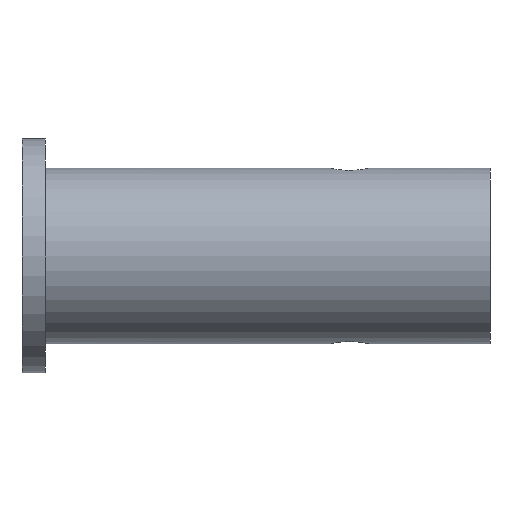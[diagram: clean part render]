
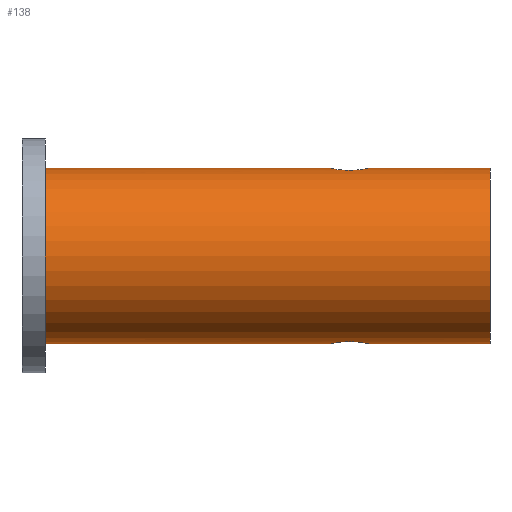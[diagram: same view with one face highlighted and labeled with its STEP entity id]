
A CAD part, left-side view. The second image highlights one B-rep face of the part: STEP entity #138.
In plain terms, the highlighted cylindrical face has radius 7.5 mm (diameter 15 mm), a full revolution.
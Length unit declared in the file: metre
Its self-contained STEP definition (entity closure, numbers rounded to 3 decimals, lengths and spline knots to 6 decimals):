
#25=CIRCLE('',#162,0.0075);
#26=CIRCLE('',#163,0.0075);
#33=ORIENTED_EDGE('',*,*,#57,.T.);
#34=ORIENTED_EDGE('',*,*,#58,.T.);
#35=ORIENTED_EDGE('',*,*,#59,.F.);
#36=ORIENTED_EDGE('',*,*,#60,.T.);
#57=EDGE_CURVE('',#69,#69,#81,.T.);
#58=EDGE_CURVE('',#70,#70,#25,.T.);
#59=EDGE_CURVE('',#71,#71,#26,.T.);
#60=EDGE_CURVE('',#72,#72,#82,.T.);
#69=VERTEX_POINT('',#230);
#70=VERTEX_POINT('',#232);
#71=VERTEX_POINT('',#234);
#72=VERTEX_POINT('',#246);
#81=B_SPLINE_CURVE_WITH_KNOTS('',3,(#219,#220,#221,#222,#223,#224,#225,
#226,#227,#228,#229),.UNSPECIFIED.,.T.,.F.,(1,1,1,1,1,1,1,1,1,1,1,1,1,1,
1),(-0.00388,-0.002587,-0.001293,0.,0.001293,
0.002587,0.00388,0.005174,0.006467,
0.007761,0.009054,0.010348,0.011641,
0.012935,0.014228),.UNSPECIFIED.);
#82=B_SPLINE_CURVE_WITH_KNOTS('',3,(#235,#236,#237,#238,#239,#240,#241,
#242,#243,#244,#245),.UNSPECIFIED.,.T.,.F.,(1,1,1,1,1,1,1,1,1,1,1,1,1,1,
1),(-0.00388,-0.002587,-0.001293,0.,
0.001293,0.002587,0.00388,0.005174,
0.006467,0.007761,0.009054,0.010348,
0.011641,0.012935,0.014228),.UNSPECIFIED.);
#85=EDGE_LOOP('',(#33));
#86=EDGE_LOOP('',(#34));
#87=EDGE_LOOP('',(#35));
#88=EDGE_LOOP('',(#36));
#109=FACE_BOUND('',#85,.T.);
#110=FACE_BOUND('',#86,.T.);
#111=FACE_BOUND('',#87,.T.);
#112=FACE_BOUND('',#88,.T.);
#133=CYLINDRICAL_SURFACE('',#161,0.0075);
#138=ADVANCED_FACE('',(#109,#110,#111,#112),#133,.T.);
#161=AXIS2_PLACEMENT_3D('',#218,#181,#182);
#162=AXIS2_PLACEMENT_3D('',#231,#183,#184);
#163=AXIS2_PLACEMENT_3D('',#233,#185,#186);
#181=DIRECTION('',(0.,-1.,0.));
#182=DIRECTION('',(0.,0.,-1.));
#183=DIRECTION('',(0.,-1.,0.));
#184=DIRECTION('',(0.,0.,-1.));
#185=DIRECTION('',(0.,-1.,0.));
#186=DIRECTION('',(0.,0.,-1.));
#218=CARTESIAN_POINT('',(0.,0.017627,0.));
#219=CARTESIAN_POINT('',(0.001292,0.014794,0.007409));
#220=CARTESIAN_POINT('',(0.001829,0.0135,0.00727));
#221=CARTESIAN_POINT('',(0.001292,0.012207,0.007409));
#222=CARTESIAN_POINT('',(0.000002,0.011672,0.007545));
#223=CARTESIAN_POINT('',(-0.001293,0.012207,0.007409));
#224=CARTESIAN_POINT('',(-0.001828,0.013499,0.00727));
#225=CARTESIAN_POINT('',(-0.001294,0.014792,0.007409));
#226=CARTESIAN_POINT('',(-0.000001,0.015329,0.007545));
#227=CARTESIAN_POINT('',(0.001292,0.014794,0.007409));
#228=CARTESIAN_POINT('',(0.001829,0.0135,0.00727));
#229=CARTESIAN_POINT('',(0.001292,0.012207,0.007409));
#230=CARTESIAN_POINT('',(0.00165,0.0135,0.007316));
#231=CARTESIAN_POINT('',(0.,0.0395,0.));
#232=CARTESIAN_POINT('',(0.,0.0395,-0.0075));
#233=CARTESIAN_POINT('',(0.,0.0015,0.));
#234=CARTESIAN_POINT('',(0.,0.0015,-0.0075));
#235=CARTESIAN_POINT('',(0.001294,0.014792,-0.007409));
#236=CARTESIAN_POINT('',(0.,0.015329,-0.007545));
#237=CARTESIAN_POINT('',(-0.001293,0.014792,-0.007409));
#238=CARTESIAN_POINT('',(-0.001828,0.013502,-0.00727));
#239=CARTESIAN_POINT('',(-0.001293,0.012207,-0.007409));
#240=CARTESIAN_POINT('',(-0.000001,0.011672,-0.007545));
#241=CARTESIAN_POINT('',(0.001292,0.012206,-0.00741));
#242=CARTESIAN_POINT('',(0.001829,0.013499,-0.00727));
#243=CARTESIAN_POINT('',(0.001294,0.014792,-0.007409));
#244=CARTESIAN_POINT('',(0.,0.015329,-0.007545));
#245=CARTESIAN_POINT('',(-0.001293,0.014792,-0.007409));
#246=CARTESIAN_POINT('',(0.,0.01515,-0.0075));
